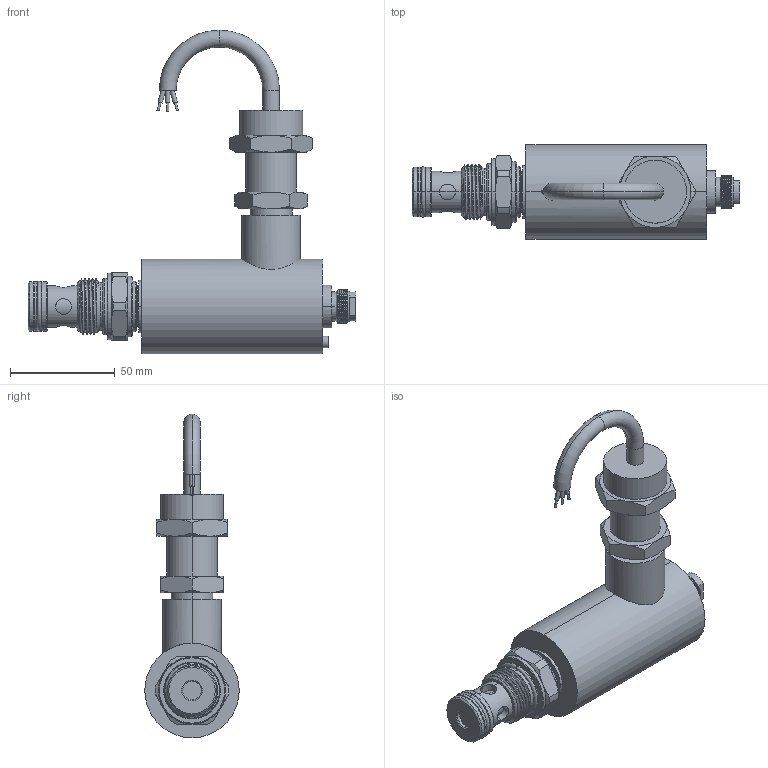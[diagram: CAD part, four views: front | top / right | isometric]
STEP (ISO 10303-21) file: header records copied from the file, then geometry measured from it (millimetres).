
FILE_DESCRIPTION (( 'STEP AP203' ), '1' );
FILE_NAME ('EP17E2E06N.STEP', '2023-11-09T02:09:51', ( '' ), ( '' ), 'SwSTEP 2.0', 'SolidWorks 2018', '' );
FILE_SCHEMA (( 'CONFIG_CONTROL_DESIGN' ));
Length unit declared in the file: millimetre
Products named in the file (1): EP17E2E06N
Bounding box: 156.15 x 45 x 154.07 mm (x, y, z)
Volume: 216555.8 mm3; surface area: 34575.1 mm2
Topology: 2 solids, 2 shells, 256 faces, 583 edges, 359 vertices
Faces by surface type: cylinder 105, cone 75, plane 57, torus 10, bspline 9
Entity records: 13662 total; most frequent: CARTESIAN_POINT 8116, ORIENTED_EDGE 1166, DIRECTION 1111, EDGE_CURVE 583, AXIS2_PLACEMENT_3D 472, VERTEX_POINT 359, EDGE_LOOP 288, ADVANCED_FACE 256
